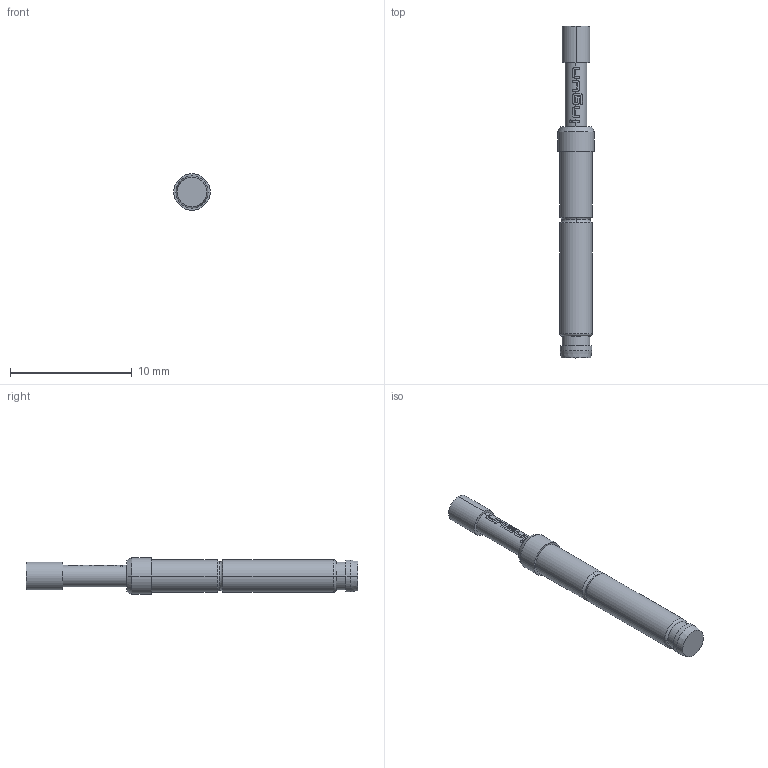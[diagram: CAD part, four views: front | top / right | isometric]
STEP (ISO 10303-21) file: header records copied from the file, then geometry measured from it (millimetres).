
FILE_DESCRIPTION (( 'STEP AP203' ), '1' );
FILE_NAME ('INGUN_GKS-113_303_230_A_xx02.STEP', '2020-09-07T15:41:47', ( '' ), ( '' ), 'SwSTEP 2.0', 'SolidWorks 2018', '' );
FILE_SCHEMA (( 'CONFIG_CONTROL_DESIGN' ));
Length unit declared in the file: millimetre
Products named in the file (1): INGUN_GKS-113_303_230_A_xx02
Bounding box: 3 x 27.3 x 3 mm (x, y, z)
Volume: 130 mm3; surface area: 230.3 mm2
Topology: 1 solids, 1 shells, 103 faces, 279 edges, 181 vertices
Faces by surface type: bspline 62, cylinder 24, torus 6, cone 6, plane 5
Entity records: 4512 total; most frequent: CARTESIAN_POINT 2404, ORIENTED_EDGE 554, EDGE_CURVE 277, B_SPLINE_CURVE_WITH_KNOTS 204, DIRECTION 201, VERTEX_POINT 181, EDGE_LOOP 108, FACE_OUTER_BOUND 103
